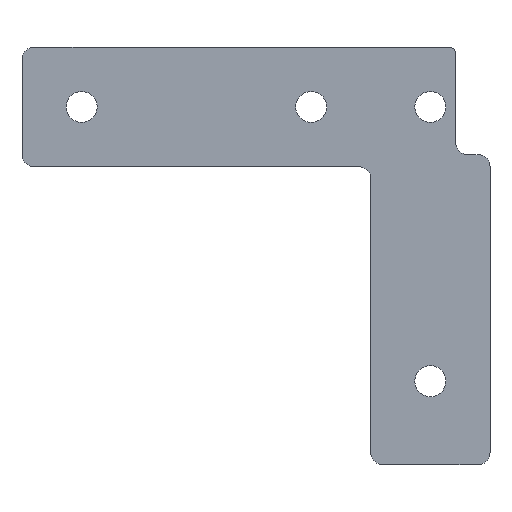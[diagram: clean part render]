
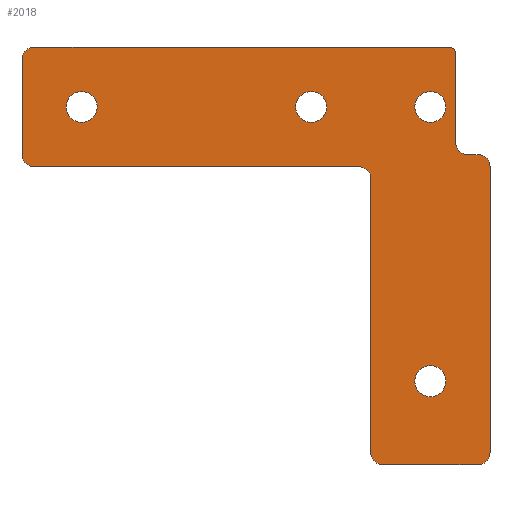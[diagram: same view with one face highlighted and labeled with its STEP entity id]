
A CAD part, front view. The second image highlights one B-rep face of the part: STEP entity #2018.
In plain terms, the highlighted planar face has unit normal (0, -1, 0).
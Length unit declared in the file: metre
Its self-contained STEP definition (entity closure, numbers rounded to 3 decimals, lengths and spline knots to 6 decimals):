
#171=PLANE('',#2118);
#332=LINE('',#5098,#510);
#335=LINE('',#5106,#513);
#336=LINE('',#5108,#514);
#337=LINE('',#5112,#515);
#338=LINE('',#5116,#516);
#339=LINE('',#5120,#517);
#340=LINE('',#5124,#518);
#341=LINE('',#5128,#519);
#510=VECTOR('',#2439,1.);
#513=VECTOR('',#2448,1.);
#514=VECTOR('',#2451,1.);
#515=VECTOR('',#2454,1.);
#516=VECTOR('',#2457,1.);
#517=VECTOR('',#2460,1.);
#518=VECTOR('',#2463,1.);
#519=VECTOR('',#2466,1.);
#955=ORIENTED_EDGE('',*,*,#1360,.F.);
#956=ORIENTED_EDGE('',*,*,#1128,.T.);
#957=ORIENTED_EDGE('',*,*,#1366,.F.);
#958=ORIENTED_EDGE('',*,*,#1367,.F.);
#959=ORIENTED_EDGE('',*,*,#1368,.F.);
#960=ORIENTED_EDGE('',*,*,#1369,.F.);
#961=ORIENTED_EDGE('',*,*,#1370,.F.);
#962=ORIENTED_EDGE('',*,*,#1371,.F.);
#963=ORIENTED_EDGE('',*,*,#1372,.F.);
#964=ORIENTED_EDGE('',*,*,#1373,.F.);
#965=ORIENTED_EDGE('',*,*,#1374,.F.);
#966=ORIENTED_EDGE('',*,*,#1375,.F.);
#967=ORIENTED_EDGE('',*,*,#1376,.F.);
#968=ORIENTED_EDGE('',*,*,#1131,.T.);
#969=ORIENTED_EDGE('',*,*,#1365,.F.);
#970=ORIENTED_EDGE('',*,*,#1135,.T.);
#971=ORIENTED_EDGE('',*,*,#1377,.T.);
#972=ORIENTED_EDGE('',*,*,#1378,.T.);
#973=ORIENTED_EDGE('',*,*,#1379,.T.);
#974=ORIENTED_EDGE('',*,*,#1380,.T.);
#1128=EDGE_CURVE('',#1415,#1414,#1610,.F.);
#1131=EDGE_CURVE('',#1417,#1418,#1611,.T.);
#1135=EDGE_CURVE('',#1421,#1422,#1613,.T.);
#1360=EDGE_CURVE('',#1415,#1422,#332,.T.);
#1365=EDGE_CURVE('',#1421,#1418,#335,.T.);
#1366=EDGE_CURVE('',#1575,#1414,#336,.T.);
#1367=EDGE_CURVE('',#1576,#1575,#1619,.T.);
#1368=EDGE_CURVE('',#1577,#1576,#337,.T.);
#1369=EDGE_CURVE('',#1578,#1577,#1620,.T.);
#1370=EDGE_CURVE('',#1579,#1578,#338,.T.);
#1371=EDGE_CURVE('',#1580,#1579,#1621,.T.);
#1372=EDGE_CURVE('',#1581,#1580,#339,.T.);
#1373=EDGE_CURVE('',#1582,#1581,#1622,.T.);
#1374=EDGE_CURVE('',#1583,#1582,#340,.T.);
#1375=EDGE_CURVE('',#1584,#1583,#1623,.T.);
#1376=EDGE_CURVE('',#1417,#1584,#341,.T.);
#1377=EDGE_CURVE('',#1585,#1585,#1624,.T.);
#1378=EDGE_CURVE('',#1586,#1586,#1625,.T.);
#1379=EDGE_CURVE('',#1587,#1587,#1626,.T.);
#1380=EDGE_CURVE('',#1588,#1588,#1627,.T.);
#1414=VERTEX_POINT('',#2572);
#1415=VERTEX_POINT('',#2574);
#1417=VERTEX_POINT('',#2580);
#1418=VERTEX_POINT('',#2581);
#1421=VERTEX_POINT('',#2589);
#1422=VERTEX_POINT('',#2590);
#1575=VERTEX_POINT('',#5109);
#1576=VERTEX_POINT('',#5111);
#1577=VERTEX_POINT('',#5113);
#1578=VERTEX_POINT('',#5115);
#1579=VERTEX_POINT('',#5117);
#1580=VERTEX_POINT('',#5119);
#1581=VERTEX_POINT('',#5121);
#1582=VERTEX_POINT('',#5123);
#1583=VERTEX_POINT('',#5125);
#1584=VERTEX_POINT('',#5127);
#1585=VERTEX_POINT('',#5130);
#1586=VERTEX_POINT('',#5132);
#1587=VERTEX_POINT('',#5134);
#1588=VERTEX_POINT('',#5136);
#1610=CIRCLE('',#2059,0.001);
#1611=CIRCLE('',#2061,0.002);
#1613=CIRCLE('',#2064,0.002);
#1619=CIRCLE('',#2119,0.002);
#1620=CIRCLE('',#2120,0.002);
#1621=CIRCLE('',#2121,0.002);
#1622=CIRCLE('',#2122,0.002);
#1623=CIRCLE('',#2123,0.002);
#1624=CIRCLE('',#2124,0.0026);
#1625=CIRCLE('',#2125,0.0026);
#1626=CIRCLE('',#2126,0.0026);
#1627=CIRCLE('',#2127,0.0026);
#1735=EDGE_LOOP('',(#955,#956,#957,#958,#959,#960,#961,#962,#963,#964,#965,
#966,#967,#968,#969,#970));
#1736=EDGE_LOOP('',(#971));
#1737=EDGE_LOOP('',(#972));
#1738=EDGE_LOOP('',(#973));
#1739=EDGE_LOOP('',(#974));
#1878=FACE_BOUND('',#1735,.T.);
#1879=FACE_BOUND('',#1736,.T.);
#1880=FACE_BOUND('',#1737,.T.);
#1881=FACE_BOUND('',#1738,.T.);
#1882=FACE_BOUND('',#1739,.T.);
#2018=ADVANCED_FACE('',(#1878,#1879,#1880,#1881,#1882),#171,.F.);
#2059=AXIS2_PLACEMENT_3D('',#2573,#2176,#2177);
#2061=AXIS2_PLACEMENT_3D('',#2579,#2182,#2183);
#2064=AXIS2_PLACEMENT_3D('',#2588,#2190,#2191);
#2118=AXIS2_PLACEMENT_3D('',#5107,#2449,#2450);
#2119=AXIS2_PLACEMENT_3D('',#5110,#2452,#2453);
#2120=AXIS2_PLACEMENT_3D('',#5114,#2455,#2456);
#2121=AXIS2_PLACEMENT_3D('',#5118,#2458,#2459);
#2122=AXIS2_PLACEMENT_3D('',#5122,#2461,#2462);
#2123=AXIS2_PLACEMENT_3D('',#5126,#2464,#2465);
#2124=AXIS2_PLACEMENT_3D('',#5129,#2467,#2468);
#2125=AXIS2_PLACEMENT_3D('',#5131,#2469,#2470);
#2126=AXIS2_PLACEMENT_3D('',#5133,#2471,#2472);
#2127=AXIS2_PLACEMENT_3D('',#5135,#2473,#2474);
#2176=DIRECTION('',(0.,1.,0.));
#2177=DIRECTION('',(0.,0.,1.));
#2182=DIRECTION('',(0.,-1.,0.));
#2183=DIRECTION('',(0.,0.,1.));
#2190=DIRECTION('',(0.,1.,0.));
#2191=DIRECTION('',(0.,0.,1.));
#2439=DIRECTION('',(0.,0.,-1.));
#2448=DIRECTION('',(1.,0.,0.));
#2449=DIRECTION('',(0.,1.,0.));
#2450=DIRECTION('',(0.,0.,1.));
#2451=DIRECTION('',(1.,0.,0.));
#2452=DIRECTION('',(0.,1.,0.));
#2453=DIRECTION('',(0.,0.,1.));
#2454=DIRECTION('',(0.,0.,1.));
#2455=DIRECTION('',(0.,1.,0.));
#2456=DIRECTION('',(0.,0.,1.));
#2457=DIRECTION('',(-1.,0.,0.));
#2458=DIRECTION('',(0.,-1.,0.));
#2459=DIRECTION('',(0.,0.,1.));
#2460=DIRECTION('',(0.,0.,1.));
#2461=DIRECTION('',(0.,1.,0.));
#2462=DIRECTION('',(0.,0.,1.));
#2463=DIRECTION('',(-1.,0.,0.));
#2464=DIRECTION('',(0.,1.,0.));
#2465=DIRECTION('',(0.,0.,1.));
#2466=DIRECTION('',(0.,0.,-1.));
#2467=DIRECTION('',(0.,1.,0.));
#2468=DIRECTION('',(0.,0.,1.));
#2469=DIRECTION('',(0.,1.,0.));
#2470=DIRECTION('',(0.,0.,1.));
#2471=DIRECTION('',(0.,1.,0.));
#2472=DIRECTION('',(0.,0.,1.));
#2473=DIRECTION('',(0.,1.,0.));
#2474=DIRECTION('',(0.,0.,1.));
#2572=CARTESIAN_POINT('',(0.15025,-0.0102,0.));
#2573=CARTESIAN_POINT('',(0.15025,-0.0102,-0.001));
#2574=CARTESIAN_POINT('',(0.15125,-0.0102,-0.001));
#2579=CARTESIAN_POINT('',(0.155,-0.0102,-0.02));
#2580=CARTESIAN_POINT('',(0.157,-0.0102,-0.02));
#2581=CARTESIAN_POINT('',(0.155,-0.0102,-0.018));
#2588=CARTESIAN_POINT('',(0.15325,-0.0102,-0.016));
#2589=CARTESIAN_POINT('',(0.15325,-0.0102,-0.018));
#2590=CARTESIAN_POINT('',(0.15125,-0.0102,-0.016));
#5098=CARTESIAN_POINT('',(0.15125,-0.0102,0.));
#5106=CARTESIAN_POINT('',(0.15125,-0.0102,-0.018));
#5107=CARTESIAN_POINT('',(0.155,-0.0102,0.013));
#5108=CARTESIAN_POINT('',(0.15125,-0.0102,0.));
#5109=CARTESIAN_POINT('',(0.0805,-0.0102,0.));
#5110=CARTESIAN_POINT('',(0.0805,-0.0102,-0.002));
#5111=CARTESIAN_POINT('',(0.0785,-0.0102,-0.002));
#5112=CARTESIAN_POINT('',(0.0785,-0.0102,-0.018));
#5113=CARTESIAN_POINT('',(0.0785,-0.0102,-0.018));
#5114=CARTESIAN_POINT('',(0.0805,-0.0102,-0.018));
#5115=CARTESIAN_POINT('',(0.0805,-0.0102,-0.02));
#5116=CARTESIAN_POINT('',(0.135,-0.0102,-0.02));
#5117=CARTESIAN_POINT('',(0.135,-0.0102,-0.02));
#5118=CARTESIAN_POINT('',(0.135,-0.0102,-0.022));
#5119=CARTESIAN_POINT('',(0.137,-0.0102,-0.022));
#5120=CARTESIAN_POINT('',(0.137,-0.0102,0.));
#5121=CARTESIAN_POINT('',(0.137,-0.0102,-0.068));
#5122=CARTESIAN_POINT('',(0.139,-0.0102,-0.068));
#5123=CARTESIAN_POINT('',(0.139,-0.0102,-0.07));
#5124=CARTESIAN_POINT('',(0.155,-0.0102,-0.07));
#5125=CARTESIAN_POINT('',(0.155,-0.0102,-0.07));
#5126=CARTESIAN_POINT('',(0.155,-0.0102,-0.068));
#5127=CARTESIAN_POINT('',(0.157,-0.0102,-0.068));
#5128=CARTESIAN_POINT('',(0.157,-0.0102,0.013));
#5129=CARTESIAN_POINT('',(0.147,-0.0102,-0.01));
#5130=CARTESIAN_POINT('',(0.147,-0.0102,-0.0074));
#5131=CARTESIAN_POINT('',(0.0885,-0.0102,-0.01));
#5132=CARTESIAN_POINT('',(0.0885,-0.0102,-0.0074));
#5133=CARTESIAN_POINT('',(0.147,-0.0102,-0.056));
#5134=CARTESIAN_POINT('',(0.147,-0.0102,-0.0534));
#5135=CARTESIAN_POINT('',(0.127,-0.0102,-0.01));
#5136=CARTESIAN_POINT('',(0.127,-0.0102,-0.0074));
